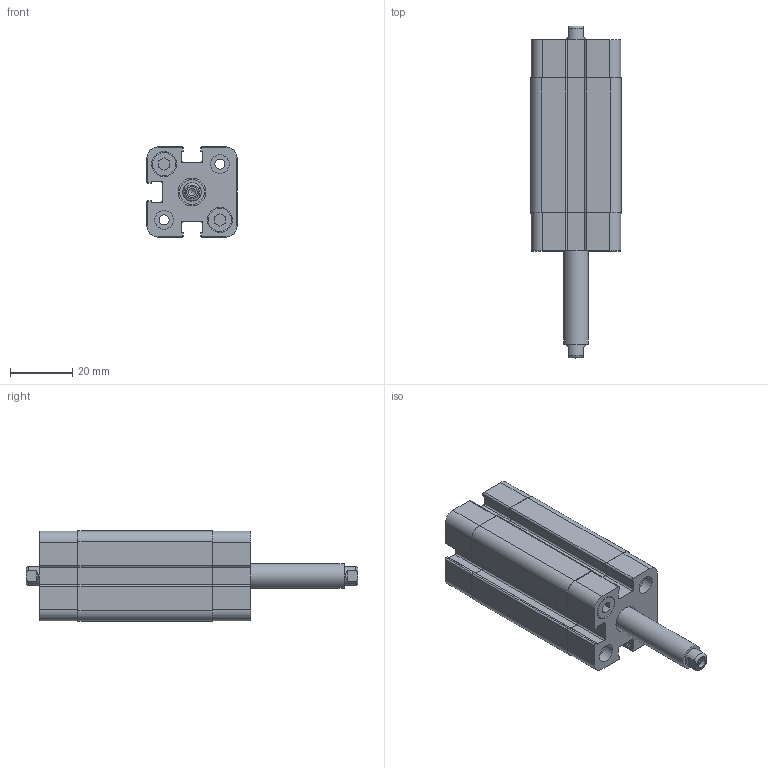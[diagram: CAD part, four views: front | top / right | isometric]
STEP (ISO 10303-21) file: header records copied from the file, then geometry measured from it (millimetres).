
FILE_DESCRIPTION((''),'2;1');
FILE_NAME('ADMP012.030.GS.F.stp','2011-07-28T15:57:50',('Administrator'),(''),'Autodesk Inventor 2012','Autodesk Inventor 2012','');
FILE_SCHEMA(('AUTOMOTIVE_DESIGN { 1 0 10303 214 1 1 1 1 }'));
Length unit declared in the file: millimetre
Products named in the file (1): ADMP012.030.GS.F
Bounding box: 29.05 x 107 x 29.05 mm (x, y, z)
Volume: 49478.1 mm3; surface area: 15018.5 mm2
Topology: 1 solids, 1 shells, 282 faces, 738 edges, 484 vertices
Faces by surface type: plane 168, cylinder 110, cone 2, torus 2
Full cylindrical faces by diameter (mm): 2.459 x2, 3.242 x2, 3.5 x2, 4.134 x2, 6 x6, 7.5 x4, 8 x6, 9 x2
Entity records: 8889 total; most frequent: DIRECTION 1538, CARTESIAN_POINT 1529, ORIENTED_EDGE 1400, EDGE_CURVE 700, AXIS2_PLACEMENT_3D 559, VERTEX_POINT 476, VECTOR 420, LINE 420
